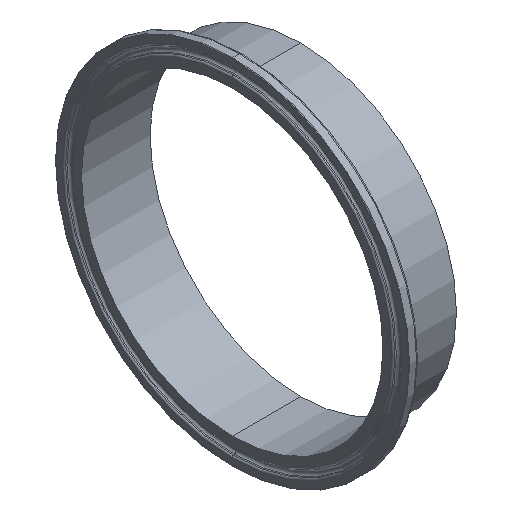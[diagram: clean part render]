
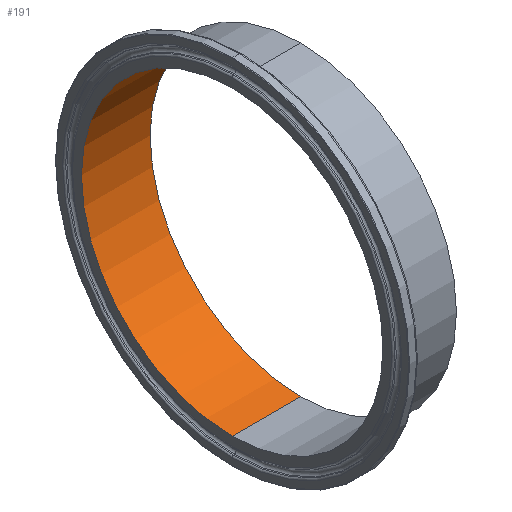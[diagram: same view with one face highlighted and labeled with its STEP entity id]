
A CAD part, isometric view. The second image highlights one B-rep face of the part: STEP entity #191.
In plain terms, the highlighted cylindrical face has radius 61.5 mm (diameter 123 mm), a partial arc.
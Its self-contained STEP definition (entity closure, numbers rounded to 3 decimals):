
#7 = VERTEX_POINT ( 'NONE', #168 ) ;
#16 = CIRCLE ( 'NONE', #97, 61.5 ) ;
#33 = EDGE_CURVE ( 'NONE', #633, #139, #174, .T. ) ;
#48 = ORIENTED_EDGE ( 'NONE', *, *, #687, .T. ) ;
#80 = DIRECTION ( 'NONE',  ( -1., 0., 0. ) ) ;
#88 = CARTESIAN_POINT ( 'NONE',  ( 28., 0., -61.5 ) ) ;
#97 = AXIS2_PLACEMENT_3D ( 'NONE', #723, #311, #603 ) ;
#114 = DIRECTION ( 'NONE',  ( -1., 0., 0. ) ) ;
#138 = CARTESIAN_POINT ( 'NONE',  ( 0., 0., 0. ) ) ;
#139 = VERTEX_POINT ( 'NONE', #278 ) ;
#168 = CARTESIAN_POINT ( 'NONE',  ( 0., 0., 61.5 ) ) ;
#174 = LINE ( 'NONE', #219, #746 ) ;
#189 = DIRECTION ( 'NONE',  ( -1., 0., 0. ) ) ;
#191 = ADVANCED_FACE ( 'NONE', ( #429 ), #655, .F. ) ;
#197 = LINE ( 'NONE', #421, #682 ) ;
#219 = CARTESIAN_POINT ( 'NONE',  ( 0., 0., -61.5 ) ) ;
#234 = EDGE_CURVE ( 'NONE', #417, #633, #16, .T. ) ;
#243 = EDGE_LOOP ( 'NONE', ( #709, #430, #48, #467 ) ) ;
#244 = CARTESIAN_POINT ( 'NONE',  ( 0., 0., 0. ) ) ;
#278 = CARTESIAN_POINT ( 'NONE',  ( 0., 0., -61.5 ) ) ;
#311 = DIRECTION ( 'NONE',  ( -1., 0., 0. ) ) ;
#326 = AXIS2_PLACEMENT_3D ( 'NONE', #138, #80, #545 ) ;
#359 = DIRECTION ( 'NONE',  ( 0., 0., 1. ) ) ;
#417 = VERTEX_POINT ( 'NONE', #624 ) ;
#421 = CARTESIAN_POINT ( 'NONE',  ( 0., 0., 61.5 ) ) ;
#429 = FACE_OUTER_BOUND ( 'NONE', #243, .T. ) ;
#430 = ORIENTED_EDGE ( 'NONE', *, *, #234, .F. ) ;
#467 = ORIENTED_EDGE ( 'NONE', *, *, #579, .T. ) ;
#523 = CIRCLE ( 'NONE', #727, 61.5 ) ;
#545 = DIRECTION ( 'NONE',  ( 0., 0., 1. ) ) ;
#579 = EDGE_CURVE ( 'NONE', #7, #139, #523, .T. ) ;
#603 = DIRECTION ( 'NONE',  ( 0., 0., 1. ) ) ;
#624 = CARTESIAN_POINT ( 'NONE',  ( 28., 0., 61.5 ) ) ;
#633 = VERTEX_POINT ( 'NONE', #88 ) ;
#655 = CYLINDRICAL_SURFACE ( 'NONE', #326, 61.5 ) ;
#656 = DIRECTION ( 'NONE',  ( -1., 0., 0. ) ) ;
#682 = VECTOR ( 'NONE', #656, 1000. ) ;
#687 = EDGE_CURVE ( 'NONE', #417, #7, #197, .T. ) ;
#709 = ORIENTED_EDGE ( 'NONE', *, *, #33, .F. ) ;
#723 = CARTESIAN_POINT ( 'NONE',  ( 28., 0., 0. ) ) ;
#727 = AXIS2_PLACEMENT_3D ( 'NONE', #244, #189, #359 ) ;
#746 = VECTOR ( 'NONE', #114, 1000. ) ;
